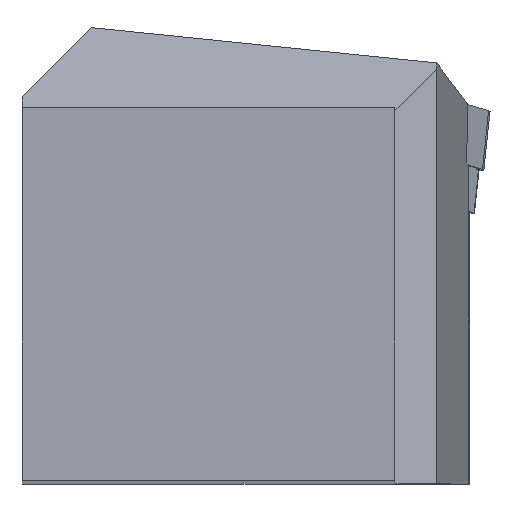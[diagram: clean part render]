
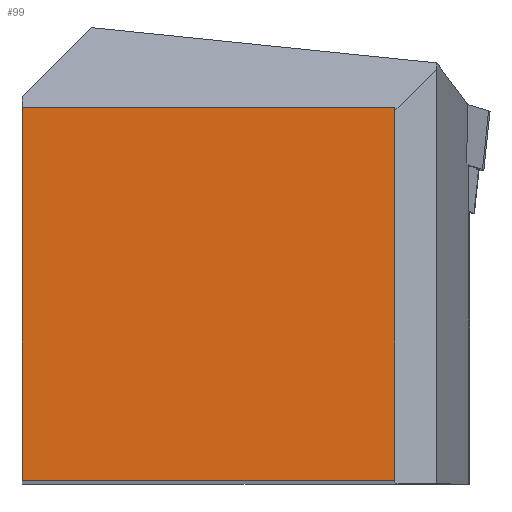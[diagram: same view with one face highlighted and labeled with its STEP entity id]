
A CAD part, top view. The second image highlights one B-rep face of the part: STEP entity #99.
In plain terms, the highlighted planar face has unit normal (0, 0, 1).
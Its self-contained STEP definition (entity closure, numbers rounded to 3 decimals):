
#99=ADVANCED_FACE('',(#158),#132,.T.);
#132=PLANE('',#671);
#158=FACE_OUTER_BOUND('',#187,.T.);
#187=EDGE_LOOP('',(#307,#308,#309,#310));
#307=ORIENTED_EDGE('',*,*,#442,.T.);
#308=ORIENTED_EDGE('',*,*,#484,.T.);
#309=ORIENTED_EDGE('',*,*,#480,.T.);
#310=ORIENTED_EDGE('',*,*,#472,.T.);
#385=VERTEX_POINT('',#893);
#386=VERTEX_POINT('',#895);
#405=VERTEX_POINT('',#951);
#409=VERTEX_POINT('',#967);
#442=EDGE_CURVE('',#386,#385,#525,.T.);
#472=EDGE_CURVE('',#405,#386,#552,.T.);
#480=EDGE_CURVE('',#409,#405,#560,.T.);
#484=EDGE_CURVE('',#385,#409,#564,.T.);
#525=LINE('',#894,#594);
#552=LINE('',#950,#621);
#560=LINE('',#966,#629);
#564=LINE('',#975,#633);
#594=VECTOR('',#719,1.);
#621=VECTOR('',#766,1.);
#629=VECTOR('',#782,1.);
#633=VECTOR('',#792,1.);
#671=AXIS2_PLACEMENT_3D('',#977,#795,#796);
#719=DIRECTION('',(0.,1.,0.));
#766=DIRECTION('',(1.,0.,0.));
#782=DIRECTION('',(0.,-1.,0.));
#792=DIRECTION('',(-1.,0.,0.));
#795=DIRECTION('',(0.,0.,1.));
#796=DIRECTION('',(0.,-1.,0.));
#893=CARTESIAN_POINT('',(40.,40.,0.));
#894=CARTESIAN_POINT('',(40.,0.,0.));
#895=CARTESIAN_POINT('',(40.,0.,0.));
#950=CARTESIAN_POINT('',(0.,0.,0.));
#951=CARTESIAN_POINT('',(0.,0.,0.));
#966=CARTESIAN_POINT('',(0.,40.,0.));
#967=CARTESIAN_POINT('',(0.,40.,0.));
#975=CARTESIAN_POINT('',(40.,40.,0.));
#977=CARTESIAN_POINT('',(20.,20.,0.));
